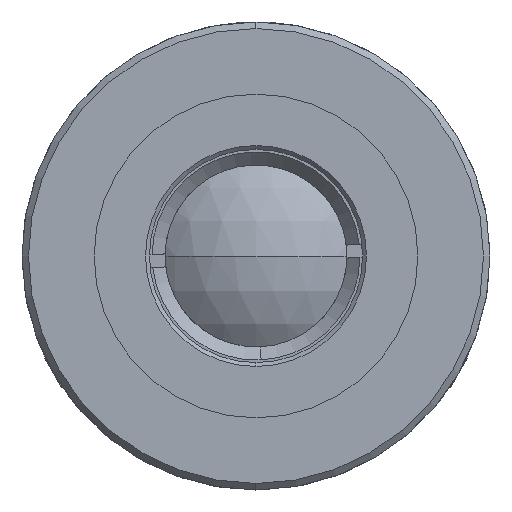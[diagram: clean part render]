
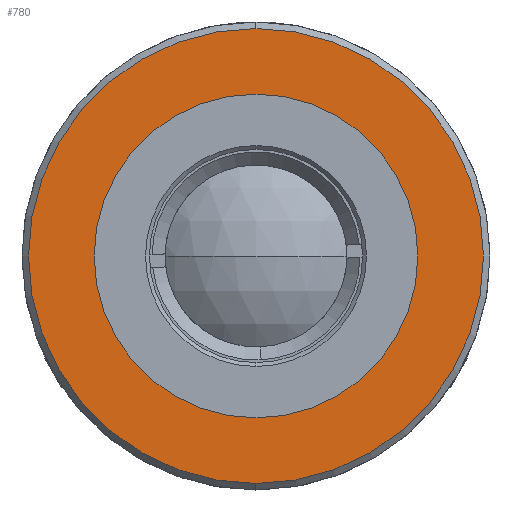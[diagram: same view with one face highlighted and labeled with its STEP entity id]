
A CAD part, left-side view. The second image highlights one B-rep face of the part: STEP entity #780.
In plain terms, the highlighted planar face has unit normal (-1, 0, 0).
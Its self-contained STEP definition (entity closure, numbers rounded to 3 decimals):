
#176 = AXIS2_PLACEMENT_3D ( 'NONE', #3622, #3969, #5219 ) ;
#180 = CARTESIAN_POINT ( 'NONE',  ( -5.002, 0., 0. ) ) ;
#431 = CARTESIAN_POINT ( 'NONE',  ( -5.002, 0., -12.45 ) ) ;
#608 = EDGE_CURVE ( 'NONE', #4815, #3783, #3717, .T. ) ;
#714 = EDGE_CURVE ( 'NONE', #3005, #5038, #4312, .T. ) ;
#780 = ADVANCED_FACE ( 'NONE', ( #3592, #2374 ), #4358, .F. ) ;
#885 = DIRECTION ( 'NONE',  ( 0., 0., -1. ) ) ;
#1206 = AXIS2_PLACEMENT_3D ( 'NONE', #5192, #1854, #5117 ) ;
#1495 = CIRCLE ( 'NONE', #5020, 12.45 ) ;
#1684 = CARTESIAN_POINT ( 'NONE',  ( -5.002, 0., 0. ) ) ;
#1736 = DIRECTION ( 'NONE',  ( 0., 0., -1. ) ) ;
#1833 = ORIENTED_EDGE ( 'NONE', *, *, #714, .T. ) ;
#1854 = DIRECTION ( 'NONE',  ( 1., 0., 0. ) ) ;
#2195 = CARTESIAN_POINT ( 'NONE',  ( -5.002, 0., -17.5 ) ) ;
#2374 = FACE_BOUND ( 'NONE', #2404, .T. ) ;
#2398 = EDGE_CURVE ( 'NONE', #3783, #4815, #1495, .T. ) ;
#2404 = EDGE_LOOP ( 'NONE', ( #3249, #3566 ) ) ;
#2512 = ORIENTED_EDGE ( 'NONE', *, *, #4732, .T. ) ;
#2912 = CARTESIAN_POINT ( 'NONE',  ( -5.002, 0., 12.45 ) ) ;
#3005 = VERTEX_POINT ( 'NONE', #4813 ) ;
#3043 = DIRECTION ( 'NONE',  ( -1., 0., 0. ) ) ;
#3213 = EDGE_LOOP ( 'NONE', ( #2512, #1833 ) ) ;
#3227 = AXIS2_PLACEMENT_3D ( 'NONE', #1684, #3427, #885 ) ;
#3249 = ORIENTED_EDGE ( 'NONE', *, *, #2398, .F. ) ;
#3387 = AXIS2_PLACEMENT_3D ( 'NONE', #180, #4170, #1736 ) ;
#3427 = DIRECTION ( 'NONE',  ( -1., 0., 0. ) ) ;
#3476 = CIRCLE ( 'NONE', #3227, 17.5 ) ;
#3566 = ORIENTED_EDGE ( 'NONE', *, *, #608, .F. ) ;
#3592 = FACE_OUTER_BOUND ( 'NONE', #3213, .T. ) ;
#3622 = CARTESIAN_POINT ( 'NONE',  ( -5.002, 0., 0. ) ) ;
#3717 = CIRCLE ( 'NONE', #176, 12.45 ) ;
#3783 = VERTEX_POINT ( 'NONE', #2912 ) ;
#3969 = DIRECTION ( 'NONE',  ( -1., 0., 0. ) ) ;
#4170 = DIRECTION ( 'NONE',  ( -1., 0., 0. ) ) ;
#4312 = CIRCLE ( 'NONE', #3387, 17.5 ) ;
#4358 = PLANE ( 'NONE',  #1206 ) ;
#4666 = DIRECTION ( 'NONE',  ( 0., 0., 1. ) ) ;
#4732 = EDGE_CURVE ( 'NONE', #5038, #3005, #3476, .T. ) ;
#4743 = CARTESIAN_POINT ( 'NONE',  ( -5.002, 0., 0. ) ) ;
#4813 = CARTESIAN_POINT ( 'NONE',  ( -5.002, 0., 17.5 ) ) ;
#4815 = VERTEX_POINT ( 'NONE', #431 ) ;
#5020 = AXIS2_PLACEMENT_3D ( 'NONE', #4743, #3043, #4666 ) ;
#5038 = VERTEX_POINT ( 'NONE', #2195 ) ;
#5117 = DIRECTION ( 'NONE',  ( 0., 0., -1. ) ) ;
#5192 = CARTESIAN_POINT ( 'NONE',  ( -5.002, 18., 0. ) ) ;
#5219 = DIRECTION ( 'NONE',  ( 0., 0., 1. ) ) ;
